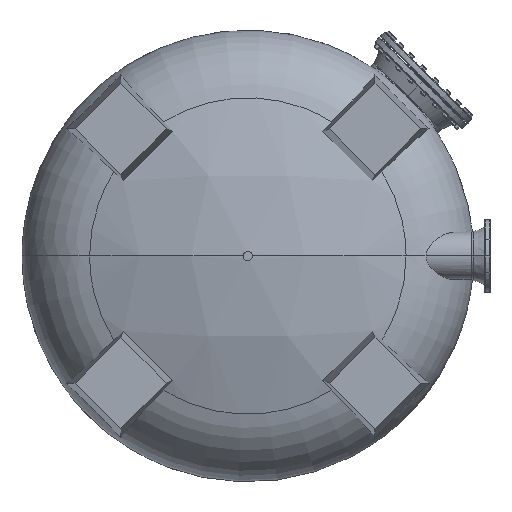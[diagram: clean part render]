
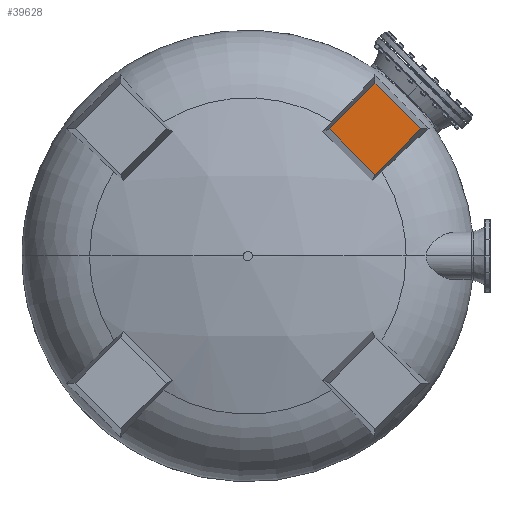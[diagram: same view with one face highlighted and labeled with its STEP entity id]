
A CAD part, front view. The second image highlights one B-rep face of the part: STEP entity #39628.
In plain terms, the highlighted planar face has unit normal (0, -1, 0).
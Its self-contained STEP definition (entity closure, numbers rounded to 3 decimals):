
#1428 = ORIENTED_EDGE ( 'NONE', *, *, #37724, .F. ) ;
#2053 = CARTESIAN_POINT ( 'NONE',  ( 1621.925, -100.496, -295.562 ) ) ;
#3221 = EDGE_CURVE ( 'NONE', #9410, #46647, #17070, .T. ) ;
#3393 = CARTESIAN_POINT ( 'NONE',  ( 1786.916, -100.496, -130.571 ) ) ;
#3537 = CARTESIAN_POINT ( 'NONE',  ( 1456.933, -100.496, 34.421 ) ) ;
#5502 = CARTESIAN_POINT ( 'NONE',  ( 1704.421, -100.496, -213.067 ) ) ;
#7723 = CARTESIAN_POINT ( 'NONE',  ( 1786.916, -100.496, -130.571 ) ) ;
#7917 = CARTESIAN_POINT ( 'NONE',  ( 1539.429, -100.496, 116.916 ) ) ;
#9045 = ORIENTED_EDGE ( 'NONE', *, *, #17372, .F. ) ;
#9296 = EDGE_LOOP ( 'NONE', ( #40735, #24063, #9045, #1428 ) ) ;
#9410 = VERTEX_POINT ( 'NONE', #3393 ) ;
#11281 = VERTEX_POINT ( 'NONE', #12037 ) ;
#12037 = CARTESIAN_POINT ( 'NONE',  ( 1291.942, -100.496, -130.571 ) ) ;
#12851 = CARTESIAN_POINT ( 'NONE',  ( 1539.429, -100.496, -378.058 ) ) ;
#15244 = CARTESIAN_POINT ( 'NONE',  ( 1539.429, -100.496, 116.916 ) ) ;
#15463 = VERTEX_POINT ( 'NONE', #15244 ) ;
#17070 = B_SPLINE_CURVE_WITH_KNOTS ( 'NONE', 3,
 ( #7723, #5502, #2053, #35886 ),
 .UNSPECIFIED., .F., .F.,
 ( 4, 4 ),
 ( 0., 1. ),
 .UNSPECIFIED. ) ;
#17372 = EDGE_CURVE ( 'NONE', #11281, #15463, #28300, .T. ) ;
#18351 = CARTESIAN_POINT ( 'NONE',  ( 1539.429, -100.496, -378.058 ) ) ;
#19103 = AXIS2_PLACEMENT_3D ( 'NONE', #37424, #39744, #44134 ) ;
#23227 = CARTESIAN_POINT ( 'NONE',  ( 1786.916, -100.496, -130.571 ) ) ;
#23615 = EDGE_CURVE ( 'NONE', #15463, #9410, #29726, .T. ) ;
#24063 = ORIENTED_EDGE ( 'NONE', *, *, #23615, .F. ) ;
#28300 = B_SPLINE_CURVE_WITH_KNOTS ( 'NONE', 3,
 ( #33452, #37364, #3537, #7917 ),
 .UNSPECIFIED., .F., .F.,
 ( 4, 4 ),
 ( 0., 1. ),
 .UNSPECIFIED. ) ;
#29153 = PLANE ( 'NONE',  #19103 ) ;
#29726 = B_SPLINE_CURVE_WITH_KNOTS ( 'NONE', 3,
 ( #38683, #41406, #45554, #23227 ),
 .UNSPECIFIED., .F., .F.,
 ( 4, 4 ),
 ( 0., 1. ),
 .UNSPECIFIED. ) ;
#29859 = CARTESIAN_POINT ( 'NONE',  ( 1456.933, -100.496, -295.562 ) ) ;
#33328 = CARTESIAN_POINT ( 'NONE',  ( 1374.438, -100.496, -213.067 ) ) ;
#33452 = CARTESIAN_POINT ( 'NONE',  ( 1291.942, -100.496, -130.571 ) ) ;
#35886 = CARTESIAN_POINT ( 'NONE',  ( 1539.429, -100.496, -378.058 ) ) ;
#36514 = FACE_OUTER_BOUND ( 'NONE', #9296, .T. ) ;
#37364 = CARTESIAN_POINT ( 'NONE',  ( 1374.438, -100.496, -48.075 ) ) ;
#37424 = CARTESIAN_POINT ( 'NONE',  ( 850., -100.496, -820. ) ) ;
#37724 = EDGE_CURVE ( 'NONE', #46647, #11281, #44027, .T. ) ;
#38683 = CARTESIAN_POINT ( 'NONE',  ( 1539.429, -100.496, 116.916 ) ) ;
#39628 = ADVANCED_FACE ( 'NONE', ( #36514 ), #29153, .T. ) ;
#39744 = DIRECTION ( 'NONE',  ( 0., -1., 0. ) ) ;
#40735 = ORIENTED_EDGE ( 'NONE', *, *, #3221, .F. ) ;
#40934 = CARTESIAN_POINT ( 'NONE',  ( 1291.942, -100.496, -130.571 ) ) ;
#41406 = CARTESIAN_POINT ( 'NONE',  ( 1621.925, -100.496, 34.421 ) ) ;
#44027 = B_SPLINE_CURVE_WITH_KNOTS ( 'NONE', 3,
 ( #18351, #29859, #33328, #40934 ),
 .UNSPECIFIED., .F., .F.,
 ( 4, 4 ),
 ( 0., 1. ),
 .UNSPECIFIED. ) ;
#44134 = DIRECTION ( 'NONE',  ( -1., 0., 0. ) ) ;
#45554 = CARTESIAN_POINT ( 'NONE',  ( 1704.421, -100.496, -48.075 ) ) ;
#46647 = VERTEX_POINT ( 'NONE', #12851 ) ;
